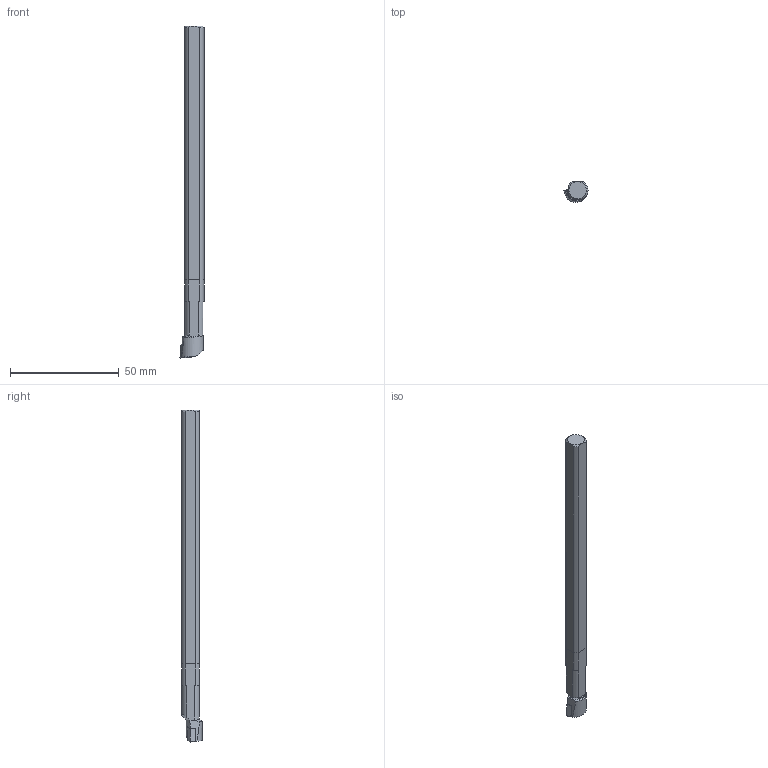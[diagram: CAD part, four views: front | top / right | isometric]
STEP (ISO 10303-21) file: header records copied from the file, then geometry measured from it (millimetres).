
FILE_DESCRIPTION(/* description */ (''),/* implementation_level */ '2;1');
FILE_NAME(/* name */ 'A06-SCLCR-2.stp',/* time_stamp */ '2017-02-16T10:57:22+05:00',/* author */ (''),/* organization */ (''),/* preprocessor_version */ 'ST-DEVELOPER v15',/* originating_system */ 'SIEMENS PLM Software NX 8.5',/* authorisation */ '');
FILE_SCHEMA (('AUTOMOTIVE_DESIGN { 1 0 10303 214 3 1 1 1 }'));
Length unit declared in the file: millimetre
Products named in the file (1): inpu1B508F10g5lw
Bounding box: 11.07 x 9.36 x 152.86 mm (x, y, z)
Volume: 9522.1 mm3; surface area: 4771.1 mm2
Topology: 3 solids, 3 shells, 47 faces, 122 edges, 81 vertices
Faces by surface type: plane 28, cylinder 10, cone 7, torus 2
Entity records: 1540 total; most frequent: CARTESIAN_POINT 332, ORIENTED_EDGE 244, DIRECTION 240, EDGE_CURVE 122, AXIS2_PLACEMENT_3D 86, VERTEX_POINT 81, LINE 68, VECTOR 68
